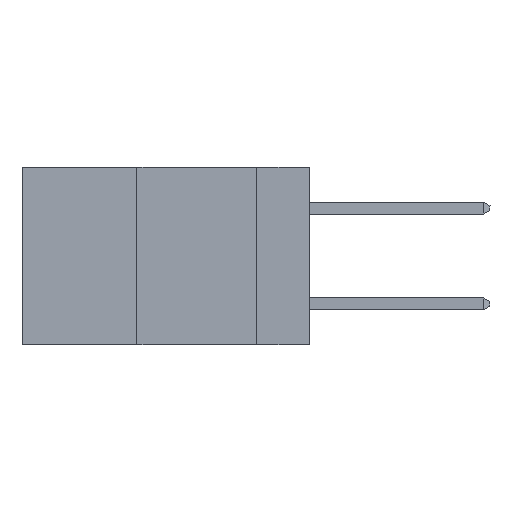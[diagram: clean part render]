
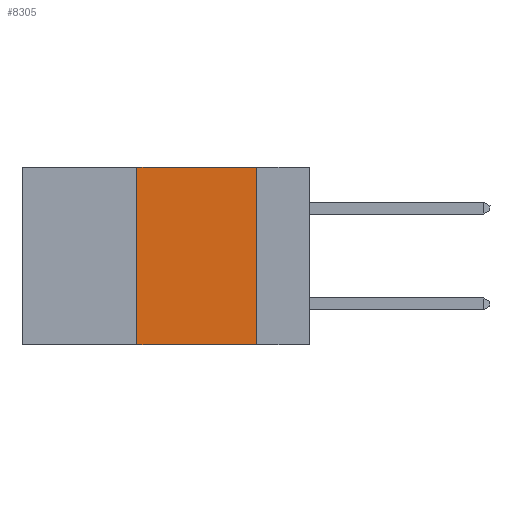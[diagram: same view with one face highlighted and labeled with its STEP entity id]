
A CAD part, left-side view. The second image highlights one B-rep face of the part: STEP entity #8305.
In plain terms, the highlighted planar face has unit normal (-1, 0, 0).
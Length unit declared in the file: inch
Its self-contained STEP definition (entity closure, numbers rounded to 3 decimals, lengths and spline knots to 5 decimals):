
#163 = EDGE_CURVE ( 'NONE', #3261, #8492, #4507, .T. ) ;
#571 = CARTESIAN_POINT ( 'NONE',  ( 0., 0.6, -0.37 ) ) ;
#1018 = VERTEX_POINT ( 'NONE', #5981 ) ;
#1069 = ORIENTED_EDGE ( 'NONE', *, *, #163, .F. ) ;
#1145 = DIRECTION ( 'NONE',  ( 1., 0., 0. ) ) ;
#1393 = LINE ( 'NONE', #8937, #5426 ) ;
#1591 = DIRECTION ( 'NONE',  ( 0., 0., -1. ) ) ;
#1911 = VECTOR ( 'NONE', #7765, 39.37008 ) ;
#2121 = EDGE_CURVE ( 'NONE', #3261, #8291, #5901, .T. ) ;
#2898 = EDGE_CURVE ( 'NONE', #1018, #8291, #1393, .T. ) ;
#2972 = EDGE_LOOP ( 'NONE', ( #5201, #6967, #1069, #7056 ) ) ;
#3131 = FACE_OUTER_BOUND ( 'NONE', #2972, .T. ) ;
#3261 = VERTEX_POINT ( 'NONE', #8156 ) ;
#3308 = EDGE_CURVE ( 'NONE', #8492, #1018, #4386, .T. ) ;
#3331 = AXIS2_PLACEMENT_3D ( 'NONE', #3489, #1145, #6724 ) ;
#3489 = CARTESIAN_POINT ( 'NONE',  ( 0., 0.6, 0. ) ) ;
#3871 = VECTOR ( 'NONE', #9975, 39.37008 ) ;
#4211 = CARTESIAN_POINT ( 'NONE',  ( 0., 0.36, 0. ) ) ;
#4386 = LINE ( 'NONE', #7817, #1911 ) ;
#4507 = LINE ( 'NONE', #4211, #8390 ) ;
#5201 = ORIENTED_EDGE ( 'NONE', *, *, #2898, .F. ) ;
#5426 = VECTOR ( 'NONE', #1591, 39.37008 ) ;
#5901 = LINE ( 'NONE', #571, #3871 ) ;
#5935 = PLANE ( 'NONE',  #3331 ) ;
#5981 = CARTESIAN_POINT ( 'NONE',  ( 0., 0.11, 0. ) ) ;
#6535 = CARTESIAN_POINT ( 'NONE',  ( 0., 0.11, -0.37 ) ) ;
#6724 = DIRECTION ( 'NONE',  ( 0., 0., -1. ) ) ;
#6967 = ORIENTED_EDGE ( 'NONE', *, *, #3308, .F. ) ;
#7056 = ORIENTED_EDGE ( 'NONE', *, *, #2121, .T. ) ;
#7765 = DIRECTION ( 'NONE',  ( 0., -1., 0. ) ) ;
#7817 = CARTESIAN_POINT ( 'NONE',  ( 0., 0.6, 0. ) ) ;
#7967 = CARTESIAN_POINT ( 'NONE',  ( 0., 0.36, 0. ) ) ;
#8156 = CARTESIAN_POINT ( 'NONE',  ( 0., 0.36, -0.37 ) ) ;
#8291 = VERTEX_POINT ( 'NONE', #6535 ) ;
#8305 = ADVANCED_FACE ( 'NONE', ( #3131 ), #5935, .F. ) ;
#8390 = VECTOR ( 'NONE', #9143, 39.37008 ) ;
#8492 = VERTEX_POINT ( 'NONE', #7967 ) ;
#8937 = CARTESIAN_POINT ( 'NONE',  ( 0., 0.11, 0. ) ) ;
#9143 = DIRECTION ( 'NONE',  ( 0., 0., 1. ) ) ;
#9975 = DIRECTION ( 'NONE',  ( 0., -1., 0. ) ) ;
